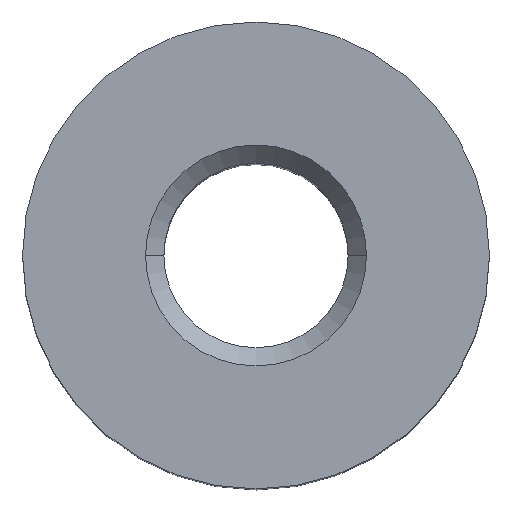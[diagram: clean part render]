
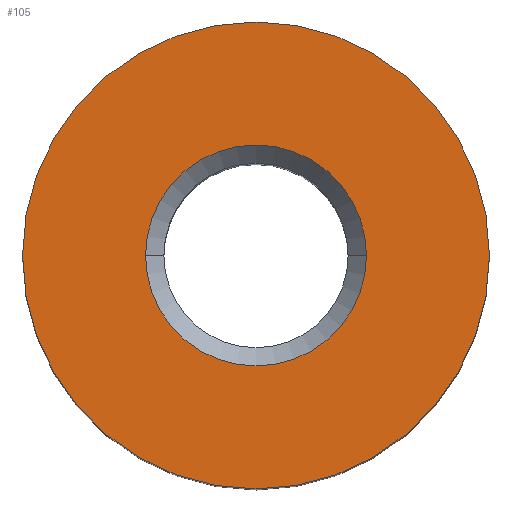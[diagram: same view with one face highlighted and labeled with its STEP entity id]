
A CAD part, top view. The second image highlights one B-rep face of the part: STEP entity #105.
In plain terms, the highlighted planar face has unit normal (0, 0, 1).
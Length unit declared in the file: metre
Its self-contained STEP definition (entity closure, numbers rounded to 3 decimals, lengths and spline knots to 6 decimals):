
#105=ADVANCED_FACE('0:37',(#126,#127),#128,.T.);
#126=FACE_BOUND('',#153,.T.);
#127=FACE_OUTER_BOUND('',#154,.T.);
#128=PLANE('',#155);
#153=EDGE_LOOP('',(#210,#211));
#154=EDGE_LOOP('',(#212,#213));
#155=AXIS2_PLACEMENT_3D('',#214,#215,#216);
#210=ORIENTED_EDGE('',*,*,#270,.T.);
#211=ORIENTED_EDGE('',*,*,#251,.T.);
#212=ORIENTED_EDGE('',*,*,#264,.F.);
#213=ORIENTED_EDGE('',*,*,#269,.F.);
#214=CARTESIAN_POINT('',(-0.00255,0.0,0.0065));
#215=DIRECTION('',(0.0,0.0,1.0));
#216=DIRECTION('',(1.0,0.0,0.0));
#251=EDGE_CURVE('0:61',#279,#276,#280,.T.);
#264=EDGE_CURVE('0:58',#301,#304,#305,.T.);
#269=EDGE_CURVE('0:58',#304,#301,#311,.T.);
#270=EDGE_CURVE('0:61',#276,#279,#312,.T.);
#276=VERTEX_POINT('',#318);
#279=VERTEX_POINT('',#322);
#280=CIRCLE('',#323,0.001207);
#301=VERTEX_POINT('',#349);
#304=VERTEX_POINT('',#353);
#305=CIRCLE('',#354,0.00255);
#311=CIRCLE('',#361,0.00255);
#312=CIRCLE('',#362,0.001207);
#318=CARTESIAN_POINT('',(0.001207,0.0,0.0065));
#322=CARTESIAN_POINT('',(-0.001207,0.,0.0065));
#323=AXIS2_PLACEMENT_3D('',#369,#370,#371);
#349=CARTESIAN_POINT('',(-0.00255,0.0,0.0065));
#353=CARTESIAN_POINT('',(0.00255,0.,0.0065));
#354=AXIS2_PLACEMENT_3D('',#396,#397,#398);
#361=AXIS2_PLACEMENT_3D('',#409,#410,#411);
#362=AXIS2_PLACEMENT_3D('',#412,#413,#414);
#369=CARTESIAN_POINT('',(0.0,0.0,0.0065));
#370=DIRECTION('',(0.0,0.0,-1.0));
#371=DIRECTION('',(1.0,0.0,0.0));
#396=CARTESIAN_POINT('',(0.0,0.0,0.0065));
#397=DIRECTION('',(0.0,0.0,-1.0));
#398=DIRECTION('',(-1.0,0.0,0.0));
#409=CARTESIAN_POINT('',(0.0,0.0,0.0065));
#410=DIRECTION('',(0.0,0.0,-1.0));
#411=DIRECTION('',(-1.0,0.0,0.0));
#412=CARTESIAN_POINT('',(0.0,0.0,0.0065));
#413=DIRECTION('',(0.0,0.0,-1.0));
#414=DIRECTION('',(1.0,0.0,0.0));
